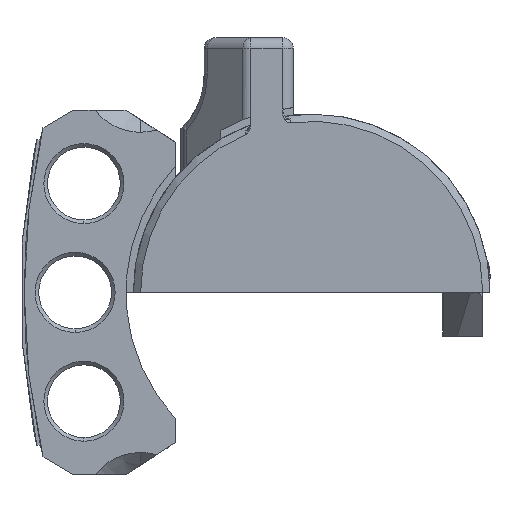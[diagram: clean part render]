
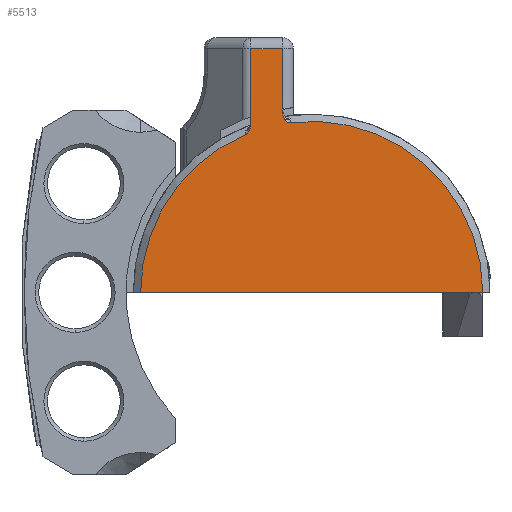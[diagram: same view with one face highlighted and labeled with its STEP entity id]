
A CAD part, left-side view. The second image highlights one B-rep face of the part: STEP entity #5513.
In plain terms, the highlighted planar face has unit normal (-1, 0, 0).
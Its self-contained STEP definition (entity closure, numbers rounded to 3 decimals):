
#2 = ORIENTED_EDGE ( 'NONE', *, *, #2329, .T. ) ;
#20 = DIRECTION ( 'NONE',  ( 0., 1., 0. ) ) ;
#143 = DIRECTION ( 'NONE',  ( 0., 0., -1. ) ) ;
#392 = DIRECTION ( 'NONE',  ( 0., 0., -1. ) ) ;
#562 = VECTOR ( 'NONE', #20, 1000. ) ;
#566 = CARTESIAN_POINT ( 'NONE',  ( -0.3, 0., 0. ) ) ;
#585 = DIRECTION ( 'NONE',  ( -1., 0., 0. ) ) ;
#617 = DIRECTION ( 'NONE',  ( 0., 0., 1. ) ) ;
#642 = DIRECTION ( 'NONE',  ( 0., 0., -1. ) ) ;
#675 = CARTESIAN_POINT ( 'NONE',  ( -0.3, 0.8, 4.947 ) ) ;
#734 = CARTESIAN_POINT ( 'NONE',  ( -0.3, 0.582, 4.664 ) ) ;
#778 = CARTESIAN_POINT ( 'NONE',  ( -0.3, 1.732, 4.403 ) ) ;
#830 = ORIENTED_EDGE ( 'NONE', *, *, #5588, .T. ) ;
#866 = CARTESIAN_POINT ( 'NONE',  ( -0.3, 0.8, 4.947 ) ) ;
#1223 = CARTESIAN_POINT ( 'NONE',  ( -0.3, 1.686, 4.505 ) ) ;
#1230 = CARTESIAN_POINT ( 'NONE',  ( -0.3, 0.8, 7. ) ) ;
#1267 = AXIS2_PLACEMENT_3D ( 'NONE', #566, #3745, #5574 ) ;
#1369 = VERTEX_POINT ( 'NONE', #675 ) ;
#1380 = EDGE_CURVE ( 'NONE', #1369, #4001, #1657, .T. ) ;
#1404 = CARTESIAN_POINT ( 'NONE',  ( -0.3, -4.7, 0. ) ) ;
#1470 = CARTESIAN_POINT ( 'NONE',  ( -0.3, 1.676, 5.551 ) ) ;
#1484 = EDGE_CURVE ( 'NONE', #5595, #1589, #5897, .T. ) ;
#1506 = CARTESIAN_POINT ( 'NONE',  ( -0.3, 0., 0. ) ) ;
#1589 = VERTEX_POINT ( 'NONE', #3917 ) ;
#1635 = EDGE_CURVE ( 'NONE', #2928, #1369, #4117, .T. ) ;
#1657 = LINE ( 'NONE', #5730, #5877 ) ;
#1669 = FACE_OUTER_BOUND ( 'NONE', #5123, .T. ) ;
#1700 = CARTESIAN_POINT ( 'NONE',  ( -0.3, 1.821, 4.333 ) ) ;
#1726 = CARTESIAN_POINT ( 'NONE',  ( -0.3, 0.65, 4.668 ) ) ;
#1756 = VERTEX_POINT ( 'NONE', #2803 ) ;
#1986 = LINE ( 'NONE', #4309, #5847 ) ;
#2092 = CARTESIAN_POINT ( 'NONE',  ( -0.3, 0.582, 4.664 ) ) ;
#2116 = ORIENTED_EDGE ( 'NONE', *, *, #3264, .T. ) ;
#2170 = VERTEX_POINT ( 'NONE', #5552 ) ;
#2194 = ORIENTED_EDGE ( 'NONE', *, *, #2517, .T. ) ;
#2211 = CARTESIAN_POINT ( 'NONE',  ( -0.3, 1.676, 4.616 ) ) ;
#2222 = CIRCLE ( 'NONE', #1267, 4.7 ) ;
#2329 = EDGE_CURVE ( 'NONE', #1756, #2170, #3312, .T. ) ;
#2340 = AXIS2_PLACEMENT_3D ( 'NONE', #4050, #4376, #392 ) ;
#2459 = AXIS2_PLACEMENT_3D ( 'NONE', #1506, #585, #3349 ) ;
#2517 = EDGE_CURVE ( 'NONE', #4001, #5595, #4027, .T. ) ;
#2550 = ORIENTED_EDGE ( 'NONE', *, *, #3279, .T. ) ;
#2561 = CARTESIAN_POINT ( 'NONE',  ( -0.3, 0.784, 4.813 ) ) ;
#2566 = VECTOR ( 'NONE', #4905, 1000. ) ;
#2578 = ORIENTED_EDGE ( 'NONE', *, *, #1635, .T. ) ;
#2628 = EDGE_CURVE ( 'NONE', #5339, #5899, #4082, .T. ) ;
#2803 = CARTESIAN_POINT ( 'NONE',  ( -0.3, 1.676, 4.821 ) ) ;
#2860 = B_SPLINE_CURVE_WITH_KNOTS ( 'NONE', 3,
 ( #2211, #5840, #1223, #778, #5390, #1700 ),
 .UNSPECIFIED., .F., .F.,
 ( 4, 2, 4 ),
 ( 0., 0., 0. ),
 .UNSPECIFIED. ) ;
#2928 = VERTEX_POINT ( 'NONE', #2092 ) ;
#3079 = CARTESIAN_POINT ( 'NONE',  ( -0.3, 0.616, 4.66 ) ) ;
#3248 = CARTESIAN_POINT ( 'NONE',  ( -0.3, 0.8, 5.041 ) ) ;
#3264 = EDGE_CURVE ( 'NONE', #4487, #5899, #5067, .T. ) ;
#3279 = EDGE_CURVE ( 'NONE', #1589, #1756, #1986, .T. ) ;
#3312 = LINE ( 'NONE', #1470, #3813 ) ;
#3349 = DIRECTION ( 'NONE',  ( 0., 0., -1. ) ) ;
#3539 = CARTESIAN_POINT ( 'NONE',  ( -0.3, 0.8, 6.7 ) ) ;
#3586 = DIRECTION ( 'NONE',  ( 0., 1., 0. ) ) ;
#3601 = PLANE ( 'NONE',  #2340 ) ;
#3745 = DIRECTION ( 'NONE',  ( -1., 0., 0. ) ) ;
#3765 = CARTESIAN_POINT ( 'NONE',  ( -0.3, 4.7, 0. ) ) ;
#3813 = VECTOR ( 'NONE', #143, 1000. ) ;
#3859 = ORIENTED_EDGE ( 'NONE', *, *, #2628, .F. ) ;
#3917 = CARTESIAN_POINT ( 'NONE',  ( -0.3, 1.676, 6.7 ) ) ;
#4001 = VERTEX_POINT ( 'NONE', #3248 ) ;
#4027 = LINE ( 'NONE', #1230, #2566 ) ;
#4050 = CARTESIAN_POINT ( 'NONE',  ( -0.3, 0., 0. ) ) ;
#4082 = LINE ( 'NONE', #5515, #562 ) ;
#4117 = B_SPLINE_CURVE_WITH_KNOTS ( 'NONE', 3,
 ( #734, #3079, #1726, #4890, #4981, #2561, #5832, #866 ),
 .UNSPECIFIED., .F., .F.,
 ( 4, 2, 2, 4 ),
 ( 0., 0., 0., 0. ),
 .UNSPECIFIED. ) ;
#4309 = CARTESIAN_POINT ( 'NONE',  ( -0.3, 1.676, 4.776 ) ) ;
#4376 = DIRECTION ( 'NONE',  ( 1., 0., 0. ) ) ;
#4459 = EDGE_CURVE ( 'NONE', #5339, #2928, #2222, .T. ) ;
#4487 = VERTEX_POINT ( 'NONE', #5385 ) ;
#4552 = CARTESIAN_POINT ( 'NONE',  ( -0.3, 1.8, 6.7 ) ) ;
#4890 = CARTESIAN_POINT ( 'NONE',  ( -0.3, 0.708, 4.703 ) ) ;
#4905 = DIRECTION ( 'NONE',  ( 0., 0., 1. ) ) ;
#4925 = ORIENTED_EDGE ( 'NONE', *, *, #4459, .T. ) ;
#4981 = CARTESIAN_POINT ( 'NONE',  ( -0.3, 0.731, 4.728 ) ) ;
#5067 = CIRCLE ( 'NONE', #2459, 4.7 ) ;
#5095 = VECTOR ( 'NONE', #3586, 1000. ) ;
#5123 = EDGE_LOOP ( 'NONE', ( #2550, #2, #830, #2116, #3859, #4925, #2578, #5732, #2194, #5124 ) ) ;
#5124 = ORIENTED_EDGE ( 'NONE', *, *, #1484, .T. ) ;
#5339 = VERTEX_POINT ( 'NONE', #1404 ) ;
#5385 = CARTESIAN_POINT ( 'NONE',  ( -0.3, 1.821, 4.333 ) ) ;
#5390 = CARTESIAN_POINT ( 'NONE',  ( -0.3, 1.769, 4.355 ) ) ;
#5513 = ADVANCED_FACE ( 'NONE', ( #1669 ), #3601, .F. ) ;
#5515 = CARTESIAN_POINT ( 'NONE',  ( -0.3, 0., 0. ) ) ;
#5552 = CARTESIAN_POINT ( 'NONE',  ( -0.3, 1.676, 4.616 ) ) ;
#5574 = DIRECTION ( 'NONE',  ( 0., 0., -1. ) ) ;
#5588 = EDGE_CURVE ( 'NONE', #2170, #4487, #2860, .T. ) ;
#5595 = VERTEX_POINT ( 'NONE', #3539 ) ;
#5730 = CARTESIAN_POINT ( 'NONE',  ( -0.3, 0.8, 5.551 ) ) ;
#5732 = ORIENTED_EDGE ( 'NONE', *, *, #1380, .T. ) ;
#5832 = CARTESIAN_POINT ( 'NONE',  ( -0.3, 0.8, 4.879 ) ) ;
#5840 = CARTESIAN_POINT ( 'NONE',  ( -0.3, 1.676, 4.56 ) ) ;
#5847 = VECTOR ( 'NONE', #642, 1000. ) ;
#5877 = VECTOR ( 'NONE', #617, 1000. ) ;
#5897 = LINE ( 'NONE', #4552, #5095 ) ;
#5899 = VERTEX_POINT ( 'NONE', #3765 ) ;
